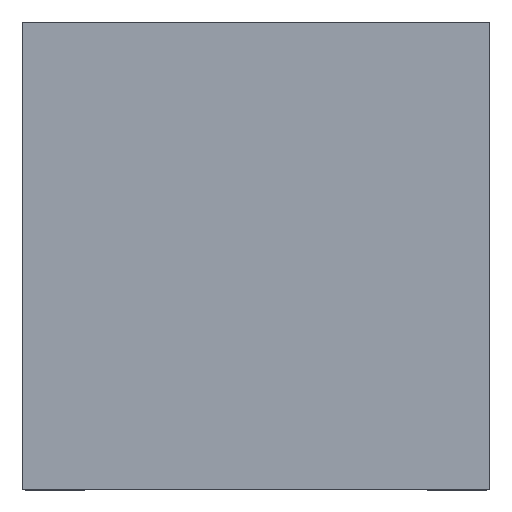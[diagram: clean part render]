
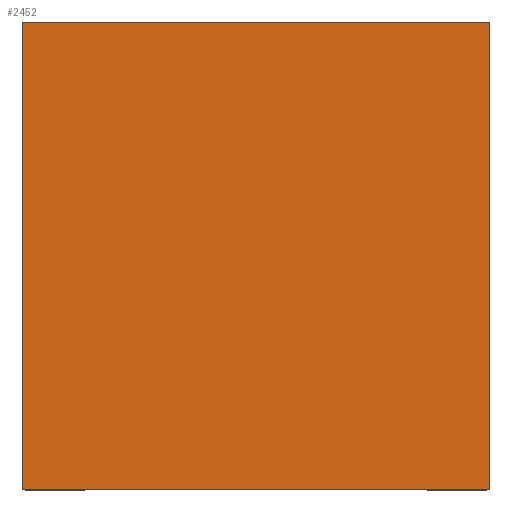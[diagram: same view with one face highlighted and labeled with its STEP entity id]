
A CAD part, top view. The second image highlights one B-rep face of the part: STEP entity #2452.
In plain terms, the highlighted planar face has unit normal (0, 0, 1).
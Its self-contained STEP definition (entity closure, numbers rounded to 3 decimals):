
#2452 = ADVANCED_FACE('',(#2453),#2487,.T.);
#2453 = FACE_BOUND('',#2454,.T.);
#2454 = EDGE_LOOP('',(#2455,#2465,#2473,#2481));
#2455 = ORIENTED_EDGE('',*,*,#2456,.T.);
#2456 = EDGE_CURVE('',#2457,#2459,#2461,.T.);
#2457 = VERTEX_POINT('',#2458);
#2458 = CARTESIAN_POINT('',(1.5,-1.5,1.2));
#2459 = VERTEX_POINT('',#2460);
#2460 = CARTESIAN_POINT('',(1.5,1.5,1.2));
#2461 = LINE('',#2462,#2463);
#2462 = CARTESIAN_POINT('',(1.5,0.,1.2));
#2463 = VECTOR('',#2464,1.);
#2464 = DIRECTION('',(0.,1.,0.));
#2465 = ORIENTED_EDGE('',*,*,#2466,.F.);
#2466 = EDGE_CURVE('',#2467,#2459,#2469,.T.);
#2467 = VERTEX_POINT('',#2468);
#2468 = CARTESIAN_POINT('',(-1.5,1.5,1.2));
#2469 = LINE('',#2470,#2471);
#2470 = CARTESIAN_POINT('',(0.,1.5,1.2));
#2471 = VECTOR('',#2472,1.);
#2472 = DIRECTION('',(1.,0.,0.));
#2473 = ORIENTED_EDGE('',*,*,#2474,.F.);
#2474 = EDGE_CURVE('',#2475,#2467,#2477,.T.);
#2475 = VERTEX_POINT('',#2476);
#2476 = CARTESIAN_POINT('',(-1.5,-1.5,1.2));
#2477 = LINE('',#2478,#2479);
#2478 = CARTESIAN_POINT('',(-1.5,0.,1.2));
#2479 = VECTOR('',#2480,1.);
#2480 = DIRECTION('',(0.,1.,0.));
#2481 = ORIENTED_EDGE('',*,*,#2482,.T.);
#2482 = EDGE_CURVE('',#2475,#2457,#2483,.T.);
#2483 = LINE('',#2484,#2485);
#2484 = CARTESIAN_POINT('',(0.,-1.5,1.2));
#2485 = VECTOR('',#2486,1.);
#2486 = DIRECTION('',(1.,0.,0.));
#2487 = PLANE('',#2488);
#2488 = AXIS2_PLACEMENT_3D('',#2489,#2490,#2491);
#2489 = CARTESIAN_POINT('',(0.,0.,1.2
    ));
#2490 = DIRECTION('',(0.,0.,1.));
#2491 = DIRECTION('',(0.,-1.,0.));
